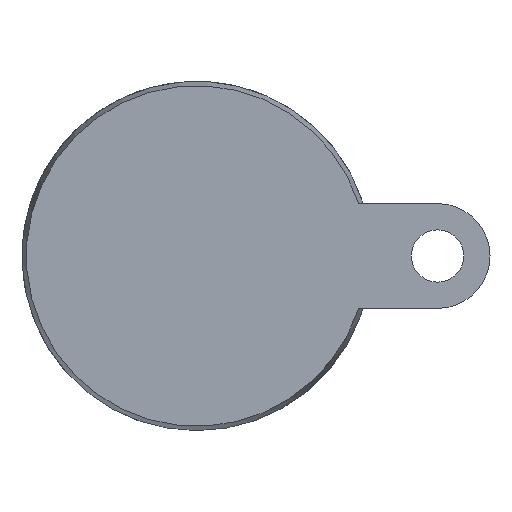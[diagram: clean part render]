
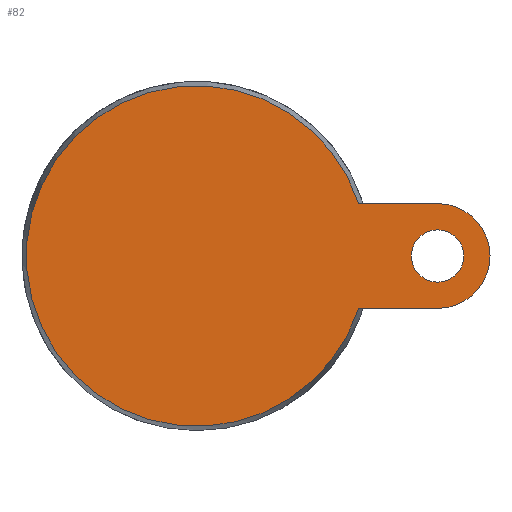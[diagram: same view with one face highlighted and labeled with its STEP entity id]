
A CAD part, front view. The second image highlights one B-rep face of the part: STEP entity #82.
In plain terms, the highlighted planar face has unit normal (0, -1, 0).
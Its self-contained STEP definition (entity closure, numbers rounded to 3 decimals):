
#82 = ADVANCED_FACE( '', ( #196, #197 ), #198, .F. );
#196 = FACE_BOUND( '', #353, .T. );
#197 = FACE_OUTER_BOUND( '', #354, .T. );
#198 = PLANE( '', #355 );
#353 = EDGE_LOOP( '', ( #567 ) );
#354 = EDGE_LOOP( '', ( #568, #569, #570, #571 ) );
#355 = AXIS2_PLACEMENT_3D( '', #572, #573, #574 );
#567 = ORIENTED_EDGE( '', *, *, #878, .T. );
#568 = ORIENTED_EDGE( '', *, *, #872, .F. );
#569 = ORIENTED_EDGE( '', *, *, #879, .T. );
#570 = ORIENTED_EDGE( '', *, *, #880, .F. );
#571 = ORIENTED_EDGE( '', *, *, #881, .F. );
#572 = CARTESIAN_POINT( '', ( 48.75, 0., 0. ) );
#573 = DIRECTION( '', ( 0., 1., 0. ) );
#574 = DIRECTION( '', ( 0., 0., 1. ) );
#872 = EDGE_CURVE( '', #1013, #1015, #1016, .T. );
#878 = EDGE_CURVE( '', #1024, #1024, #1025, .T. );
#879 = EDGE_CURVE( '', #1013, #1026, #1027, .T. );
#880 = EDGE_CURVE( '', #1028, #1026, #1029, .T. );
#881 = EDGE_CURVE( '', #1015, #1028, #1030, .T. );
#1013 = VERTEX_POINT( '', #1249 );
#1015 = VERTEX_POINT( '', #1254 );
#1016 = LINE( '', #1255, #1256 );
#1024 = VERTEX_POINT( '', #1265 );
#1025 = CIRCLE( '', #1266, 7.5 );
#1026 = VERTEX_POINT( '', #1267 );
#1027 = CIRCLE( '', #1268, 48.75 );
#1028 = VERTEX_POINT( '', #1269 );
#1029 = LINE( '', #1270, #1271 );
#1030 = CIRCLE( '', #1272, 15. );
#1249 = CARTESIAN_POINT( '', ( 46.385, 0., 15. ) );
#1254 = CARTESIAN_POINT( '', ( 69., 0., 15. ) );
#1255 = CARTESIAN_POINT( '', ( 0., 0., 15. ) );
#1256 = VECTOR( '', #1514, 1000. );
#1265 = CARTESIAN_POINT( '', ( 76.5, 0., 0. ) );
#1266 = AXIS2_PLACEMENT_3D( '', #1522, #1523, #1524 );
#1267 = CARTESIAN_POINT( '', ( 46.385, 0., -15. ) );
#1268 = AXIS2_PLACEMENT_3D( '', #1525, #1526, #1527 );
#1269 = CARTESIAN_POINT( '', ( 69., 0., -15. ) );
#1270 = CARTESIAN_POINT( '', ( 69., 0., -15. ) );
#1271 = VECTOR( '', #1528, 1000. );
#1272 = AXIS2_PLACEMENT_3D( '', #1529, #1530, #1531 );
#1514 = DIRECTION( '', ( 1., 0., 0. ) );
#1522 = CARTESIAN_POINT( '', ( 69., 0., 0. ) );
#1523 = DIRECTION( '', ( 0., 1., 0. ) );
#1524 = DIRECTION( '', ( 1., 0., 0. ) );
#1525 = CARTESIAN_POINT( '', ( 0., 0., 0. ) );
#1526 = DIRECTION( '', ( 0., -1., 0. ) );
#1527 = DIRECTION( '', ( 0., 0., -1. ) );
#1528 = DIRECTION( '', ( -1., 0., 0. ) );
#1529 = CARTESIAN_POINT( '', ( 69., 0., 0. ) );
#1530 = DIRECTION( '', ( 0., 1., 0. ) );
#1531 = DIRECTION( '', ( 1., 0., 0. ) );
